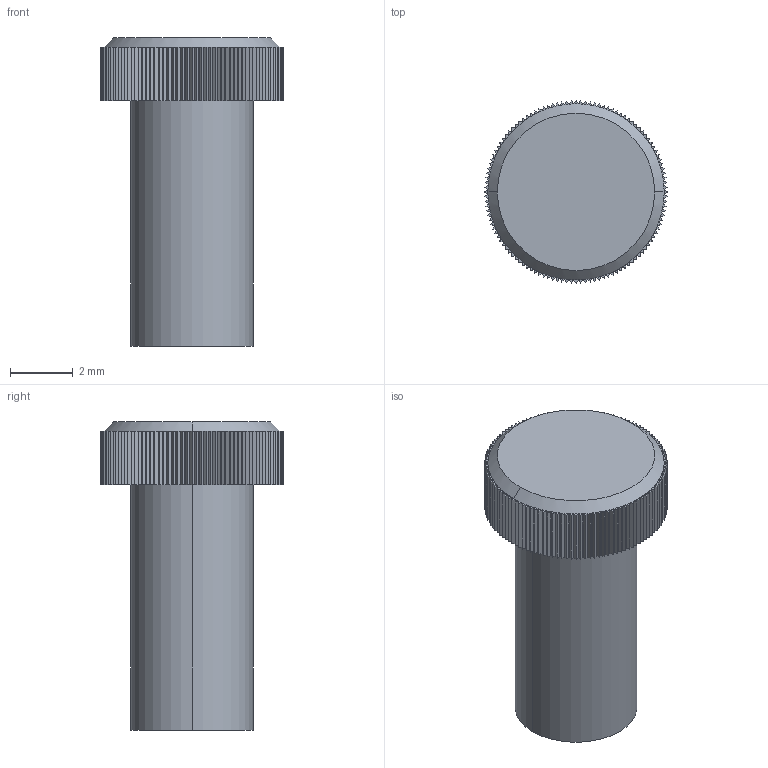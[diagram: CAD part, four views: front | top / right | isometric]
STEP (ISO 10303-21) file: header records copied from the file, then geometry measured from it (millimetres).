
FILE_DESCRIPTION (( 'STEP AP203' ), '1' );
FILE_NAME ('DSTCP-C-25MM.STEP', '2010-12-29T16:49:47', ( 'x' ), ( 'Microsoft' ), 'SwSTEP 2.0', 'SolidWorks 2010', '' );
FILE_SCHEMA (( 'CONFIG_CONTROL_DESIGN' ));
Length unit declared in the file: inch
Products named in the file (1): DSTCP-C-25MM
Bounding box: 5.8 x 5.8 x 9.8 mm (x, y, z)
Volume: 98.2 mm3; surface area: 265.8 mm2
Topology: 1 solids, 1 shells, 504 faces, 1492 edges, 992 vertices
Faces by surface type: plane 372, cylinder 126, cone 6
Entity records: 17179 total; most frequent: CARTESIAN_POINT 3733, ORIENTED_EDGE 2984, DIRECTION 2634, EDGE_CURVE 1492, VERTEX_POINT 992, AXIS2_PLACEMENT_3D 885, VECTOR 864, LINE 864
